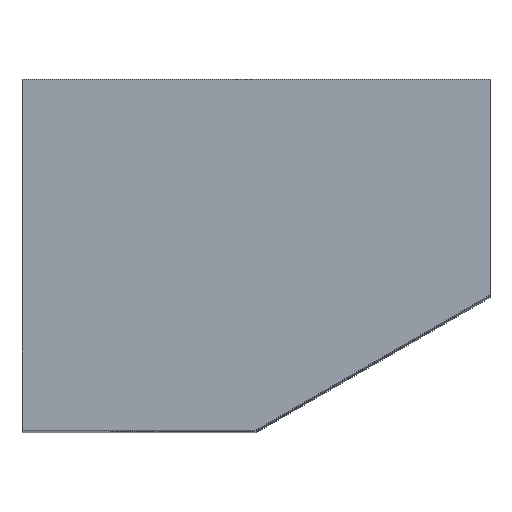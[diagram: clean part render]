
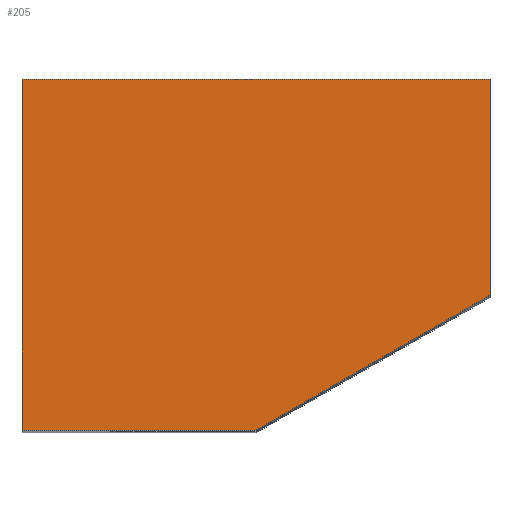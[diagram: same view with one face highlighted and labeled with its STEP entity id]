
A CAD part, top view. The second image highlights one B-rep face of the part: STEP entity #205.
In plain terms, the highlighted planar face has unit normal (0, 0, 1).
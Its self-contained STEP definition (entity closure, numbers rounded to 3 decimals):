
#2 = VERTEX_POINT ( 'NONE', #117 ) ;
#6 = EDGE_CURVE ( 'NONE', #2, #86, #242, .T. ) ;
#12 = VECTOR ( 'NONE', #373, 1000. ) ;
#18 = DIRECTION ( 'NONE',  ( -1., 0., 0. ) ) ;
#20 = AXIS2_PLACEMENT_3D ( 'NONE', #200, #329, #75 ) ;
#24 = VERTEX_POINT ( 'NONE', #157 ) ;
#29 = FACE_OUTER_BOUND ( 'NONE', #172, .T. ) ;
#31 = CARTESIAN_POINT ( 'NONE',  ( 8., 2.309, 12.5 ) ) ;
#38 = VECTOR ( 'NONE', #361, 1000. ) ;
#44 = LINE ( 'NONE', #296, #90 ) ;
#59 = ORIENTED_EDGE ( 'NONE', *, *, #348, .T. ) ;
#75 = DIRECTION ( 'NONE',  ( 1., 0., 0. ) ) ;
#77 = CARTESIAN_POINT ( 'NONE',  ( 4., 0., 12.5 ) ) ;
#81 = CARTESIAN_POINT ( 'NONE',  ( 0., 6., 12.5 ) ) ;
#86 = VERTEX_POINT ( 'NONE', #229 ) ;
#90 = VECTOR ( 'NONE', #241, 1000. ) ;
#117 = CARTESIAN_POINT ( 'NONE',  ( 8., 6., 12.5 ) ) ;
#119 = CARTESIAN_POINT ( 'NONE',  ( 8., 2.309, 12.5 ) ) ;
#120 = EDGE_CURVE ( 'NONE', #342, #2, #288, .T. ) ;
#121 = VECTOR ( 'NONE', #128, 1000. ) ;
#128 = DIRECTION ( 'NONE',  ( 0., 1., 0. ) ) ;
#152 = ORIENTED_EDGE ( 'NONE', *, *, #6, .T. ) ;
#157 = CARTESIAN_POINT ( 'NONE',  ( 0., 0., 12.5 ) ) ;
#172 = EDGE_LOOP ( 'NONE', ( #409, #59, #366, #284, #152 ) ) ;
#200 = CARTESIAN_POINT ( 'NONE',  ( 0., 0., 12.5 ) ) ;
#205 = ADVANCED_FACE ( 'NONE', ( #29 ), #286, .T. ) ;
#229 = CARTESIAN_POINT ( 'NONE',  ( 0., 6., 12.5 ) ) ;
#234 = LINE ( 'NONE', #268, #12 ) ;
#241 = DIRECTION ( 'NONE',  ( 1., 0., 0. ) ) ;
#242 = LINE ( 'NONE', #368, #325 ) ;
#268 = CARTESIAN_POINT ( 'NONE',  ( 4., 0., 12.5 ) ) ;
#284 = ORIENTED_EDGE ( 'NONE', *, *, #120, .T. ) ;
#286 = PLANE ( 'NONE',  #20 ) ;
#288 = LINE ( 'NONE', #31, #121 ) ;
#296 = CARTESIAN_POINT ( 'NONE',  ( 0., 0., 12.5 ) ) ;
#302 = LINE ( 'NONE', #81, #38 ) ;
#315 = EDGE_CURVE ( 'NONE', #350, #342, #234, .T. ) ;
#325 = VECTOR ( 'NONE', #18, 1000. ) ;
#329 = DIRECTION ( 'NONE',  ( 0., 0., 1. ) ) ;
#335 = EDGE_CURVE ( 'NONE', #86, #24, #302, .T. ) ;
#342 = VERTEX_POINT ( 'NONE', #119 ) ;
#348 = EDGE_CURVE ( 'NONE', #24, #350, #44, .T. ) ;
#350 = VERTEX_POINT ( 'NONE', #77 ) ;
#361 = DIRECTION ( 'NONE',  ( 0., -1., 0. ) ) ;
#366 = ORIENTED_EDGE ( 'NONE', *, *, #315, .T. ) ;
#368 = CARTESIAN_POINT ( 'NONE',  ( 8., 6., 12.5 ) ) ;
#373 = DIRECTION ( 'NONE',  ( 0.866, 0.5, 0. ) ) ;
#409 = ORIENTED_EDGE ( 'NONE', *, *, #335, .T. ) ;
